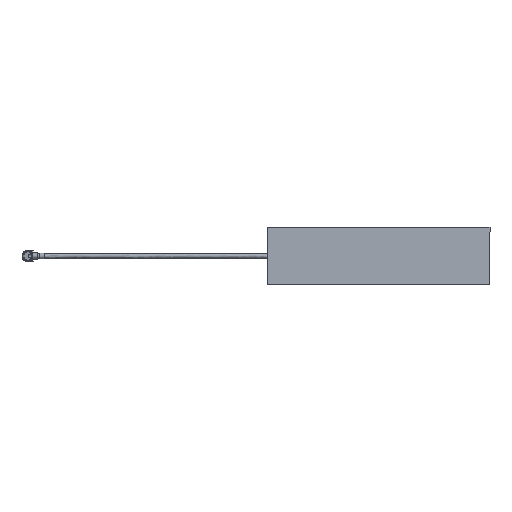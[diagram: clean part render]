
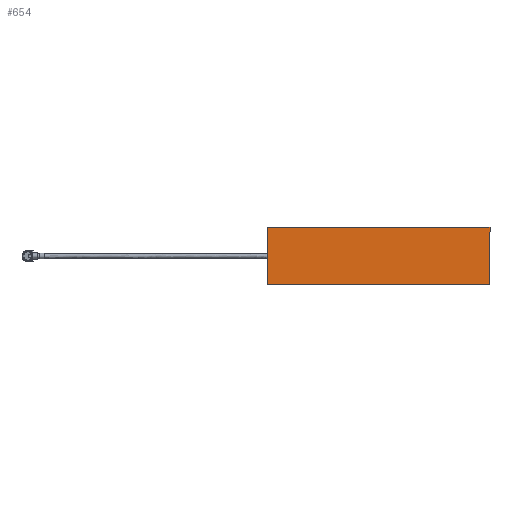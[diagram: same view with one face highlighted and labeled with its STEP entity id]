
A CAD part, front view. The second image highlights one B-rep face of the part: STEP entity #654.
In plain terms, the highlighted planar face has unit normal (0, -1, 0).
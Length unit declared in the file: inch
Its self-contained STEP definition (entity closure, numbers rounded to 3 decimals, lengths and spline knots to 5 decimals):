
#106 = CARTESIAN_POINT ( 'NONE',  ( -1.06125, -0.029, -0.27625 ) ) ;
#433 = EDGE_CURVE ( 'NONE', #3929, #2269, #2365, .T. ) ;
#654 = ADVANCED_FACE ( 'NONE', ( #1864 ), #2615, .F. ) ;
#837 = LINE ( 'NONE', #3266, #3183 ) ;
#879 = VERTEX_POINT ( 'NONE', #1234 ) ;
#900 = LINE ( 'NONE', #3369, #1973 ) ;
#973 = ORIENTED_EDGE ( 'NONE', *, *, #4886, .F. ) ;
#1234 = CARTESIAN_POINT ( 'NONE',  ( 1.06125, -0.029, 0.27625 ) ) ;
#1374 = DIRECTION ( 'NONE',  ( 0., 0., -1. ) ) ;
#1669 = CARTESIAN_POINT ( 'NONE',  ( 1.06125, -0.029, -0.27625 ) ) ;
#1864 = FACE_OUTER_BOUND ( 'NONE', #3322, .T. ) ;
#1878 = CARTESIAN_POINT ( 'NONE',  ( -1.06125, -0.029, 0.27625 ) ) ;
#1973 = VECTOR ( 'NONE', #1374, 39.37008 ) ;
#2269 = VERTEX_POINT ( 'NONE', #4898 ) ;
#2299 = VERTEX_POINT ( 'NONE', #1878 ) ;
#2319 = DIRECTION ( 'NONE',  ( 0., 1., 0. ) ) ;
#2365 = LINE ( 'NONE', #3493, #4458 ) ;
#2456 = DIRECTION ( 'NONE',  ( 1., 0., 0. ) ) ;
#2615 = PLANE ( 'NONE',  #5201 ) ;
#2921 = DIRECTION ( 'NONE',  ( 0., 0., 1. ) ) ;
#3183 = VECTOR ( 'NONE', #2456, 39.37008 ) ;
#3258 = EDGE_CURVE ( 'NONE', #2299, #879, #837, .T. ) ;
#3266 = CARTESIAN_POINT ( 'NONE',  ( 1.06125, -0.029, 0.27625 ) ) ;
#3295 = VECTOR ( 'NONE', #2921, 39.37008 ) ;
#3322 = EDGE_LOOP ( 'NONE', ( #5207, #973, #4695, #4169 ) ) ;
#3369 = CARTESIAN_POINT ( 'NONE',  ( 1.06125, -0.029, -0.27625 ) ) ;
#3493 = CARTESIAN_POINT ( 'NONE',  ( 1.06125, -0.029, -0.27625 ) ) ;
#3929 = VERTEX_POINT ( 'NONE', #1669 ) ;
#3970 = EDGE_CURVE ( 'NONE', #2269, #2299, #4392, .T. ) ;
#4016 = DIRECTION ( 'NONE',  ( 0., 0., 1. ) ) ;
#4169 = ORIENTED_EDGE ( 'NONE', *, *, #3970, .F. ) ;
#4191 = CARTESIAN_POINT ( 'NONE',  ( 0., -0.029, 0. ) ) ;
#4392 = LINE ( 'NONE', #106, #3295 ) ;
#4458 = VECTOR ( 'NONE', #4462, 39.37008 ) ;
#4462 = DIRECTION ( 'NONE',  ( -1., 0., 0. ) ) ;
#4695 = ORIENTED_EDGE ( 'NONE', *, *, #3258, .F. ) ;
#4886 = EDGE_CURVE ( 'NONE', #879, #3929, #900, .T. ) ;
#4898 = CARTESIAN_POINT ( 'NONE',  ( -1.06125, -0.029, -0.27625 ) ) ;
#5201 = AXIS2_PLACEMENT_3D ( 'NONE', #4191, #2319, #4016 ) ;
#5207 = ORIENTED_EDGE ( 'NONE', *, *, #433, .F. ) ;
